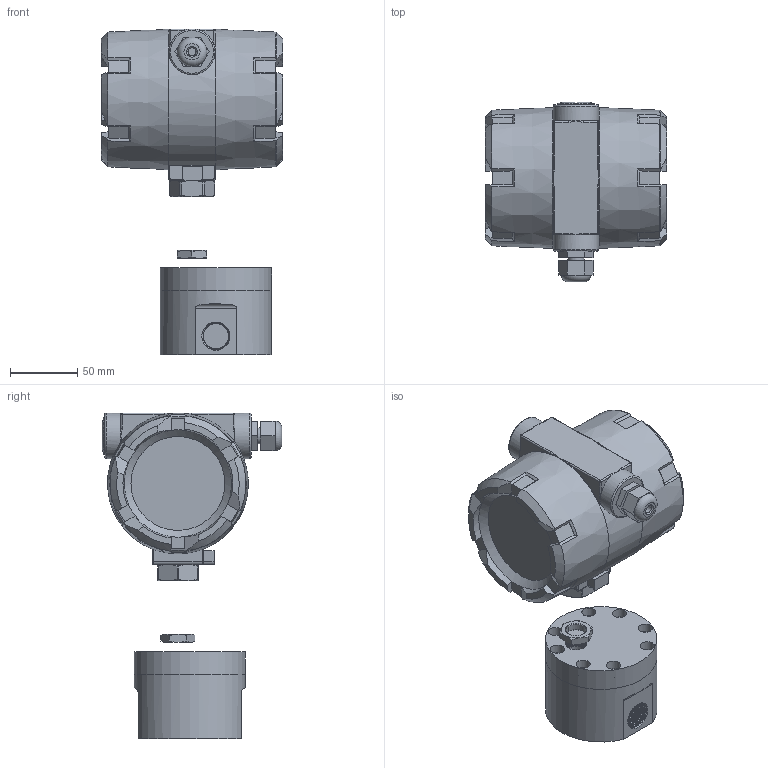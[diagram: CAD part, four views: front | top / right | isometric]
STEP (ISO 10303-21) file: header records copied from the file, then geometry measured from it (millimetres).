
FILE_DESCRIPTION(/* description */ (''),/* implementation_level */ '2;1');
FILE_NAME(/* name */ 'FM520-M10-G1防爆型流量计_x_t.stp',/* time_stamp */ '2022-03-07T13:12:55+08:00',/* author */ (''),/* organization */ (''),/* preprocessor_version */ 'ST-DEVELOPER v16',/* originating_system */ 'SIEMENS PLM Software NX 10.0',/* authorisation */ '');
FILE_SCHEMA (('CONFIG_CONTROL_DESIGN'));
Length unit declared in the file: millimetre
Products named in the file (1): FM520-M10-G1防爆型流量计_x_t
Bounding box: 135 x 134 x 243 mm (x, y, z)
Volume: 1365075.9 mm3; surface area: 134288.3 mm2
Topology: 4 solids, 4 shells, 497 faces, 1278 edges, 786 vertices
Faces by surface type: plane 175, cylinder 133, cone 123, bspline 52, torus 10, sphere 4
Full cylindrical faces by diameter (mm): 5 x18, 6 x1, 7 x8, 10.5 x8, 12 x2, 13 x1, 18 x1, 18.5 x1, 19 x43, 28.235 x1, 34 x2, 83 x2
Entity records: 23848 total; most frequent: CARTESIAN_POINT 14149, ORIENTED_EDGE 1956, DIRECTION 1849, EDGE_CURVE 978, AXIS2_PLACEMENT_3D 786, VERTEX_POINT 671, EDGE_LOOP 593, ADVANCED_FACE 454
